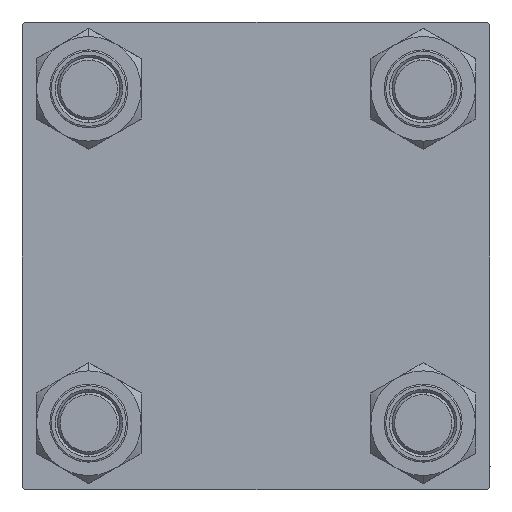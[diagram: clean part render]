
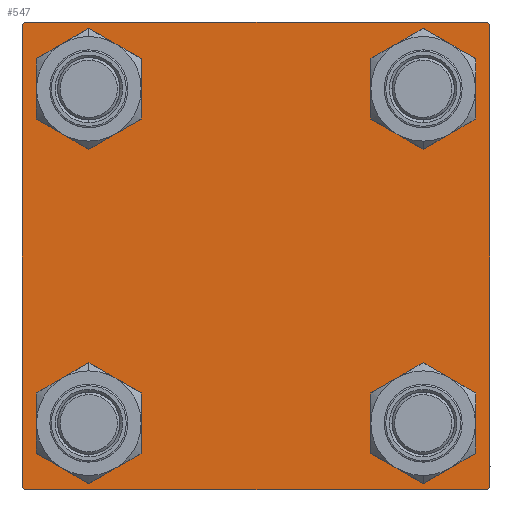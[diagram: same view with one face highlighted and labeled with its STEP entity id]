
A CAD part, left-side view. The second image highlights one B-rep face of the part: STEP entity #547.
In plain terms, the highlighted planar face has unit normal (-1, 0, 0).
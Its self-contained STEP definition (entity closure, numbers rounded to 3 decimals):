
#547 = ADVANCED_FACE ( 'NONE', ( #21522, #49197, #5502, #6014, #25846 ), #14386, .T. ) ;
#681 = CIRCLE ( 'NONE', #17720, 6.5 ) ;
#763 = CARTESIAN_POINT ( 'NONE',  ( 0., 44.75, -44.75 ) ) ;
#1150 = EDGE_CURVE ( 'NONE', #9272, #46383, #1527, .T. ) ;
#1381 = EDGE_CURVE ( 'NONE', #46383, #9272, #16937, .T. ) ;
#1527 = CIRCLE ( 'NONE', #41284, 6.5 ) ;
#1549 = DIRECTION ( 'NONE',  ( 0., 0., -1. ) ) ;
#1577 = CARTESIAN_POINT ( 'NONE',  ( 0., 45., -44.5 ) ) ;
#1882 = EDGE_LOOP ( 'NONE', ( #39671, #22929 ) ) ;
#2326 = AXIS2_PLACEMENT_3D ( 'NONE', #37022, #5767, #48698 ) ;
#2556 = ORIENTED_EDGE ( 'NONE', *, *, #12404, .T. ) ;
#2819 = CARTESIAN_POINT ( 'NONE',  ( 0., -32.15, 32.15 ) ) ;
#3064 = VECTOR ( 'NONE', #1549, 1000. ) ;
#3270 = ORIENTED_EDGE ( 'NONE', *, *, #35024, .T. ) ;
#3639 = CARTESIAN_POINT ( 'NONE',  ( 0., -45., -44.5 ) ) ;
#3715 = CARTESIAN_POINT ( 'NONE',  ( 0., -32.15, -38.65 ) ) ;
#5085 = DIRECTION ( 'NONE',  ( 1., 0., 0. ) ) ;
#5161 = VERTEX_POINT ( 'NONE', #35476 ) ;
#5502 = FACE_BOUND ( 'NONE', #48356, .T. ) ;
#5767 = DIRECTION ( 'NONE',  ( 1., 0., 0. ) ) ;
#5977 = VECTOR ( 'NONE', #37504, 1000. ) ;
#6014 = FACE_BOUND ( 'NONE', #15313, .T. ) ;
#6257 = DIRECTION ( 'NONE',  ( -1., 0., 0. ) ) ;
#6547 = ORIENTED_EDGE ( 'NONE', *, *, #36813, .T. ) ;
#8135 = LINE ( 'NONE', #763, #45374 ) ;
#8283 = VECTOR ( 'NONE', #41773, 1000. ) ;
#8333 = AXIS2_PLACEMENT_3D ( 'NONE', #15056, #21922, #37409 ) ;
#8882 = CARTESIAN_POINT ( 'NONE',  ( 0., 32.15, -32.15 ) ) ;
#9268 = LINE ( 'NONE', #35470, #16507 ) ;
#9272 = VERTEX_POINT ( 'NONE', #46238 ) ;
#9547 = CARTESIAN_POINT ( 'NONE',  ( 0., -45., 44.5 ) ) ;
#9941 = AXIS2_PLACEMENT_3D ( 'NONE', #39408, #42740, #35110 ) ;
#10106 = DIRECTION ( 'NONE',  ( 0., -0.707, 0.707 ) ) ;
#10770 = VECTOR ( 'NONE', #11368, 1000. ) ;
#10824 = CARTESIAN_POINT ( 'NONE',  ( 0., 32.15, -32.15 ) ) ;
#10901 = CARTESIAN_POINT ( 'NONE',  ( 0., 45., 44.5 ) ) ;
#11289 = ORIENTED_EDGE ( 'NONE', *, *, #11579, .T. ) ;
#11331 = DIRECTION ( 'NONE',  ( 0., -1., 0. ) ) ;
#11368 = DIRECTION ( 'NONE',  ( 0., 0., -1. ) ) ;
#11579 = EDGE_CURVE ( 'NONE', #24976, #5161, #44866, .T. ) ;
#11661 = CARTESIAN_POINT ( 'NONE',  ( 0., 32.15, 32.15 ) ) ;
#12102 = LINE ( 'NONE', #43120, #10770 ) ;
#12186 = ORIENTED_EDGE ( 'NONE', *, *, #16463, .T. ) ;
#12404 = EDGE_CURVE ( 'NONE', #42290, #34151, #9268, .T. ) ;
#12452 = DIRECTION ( 'NONE',  ( 0., 0., 1. ) ) ;
#13062 = DIRECTION ( 'NONE',  ( 1., 0., 0. ) ) ;
#13715 = VERTEX_POINT ( 'NONE', #24750 ) ;
#13983 = DIRECTION ( 'NONE',  ( 1., 0., 0. ) ) ;
#14374 = EDGE_CURVE ( 'NONE', #36392, #38286, #12102, .T. ) ;
#14381 = DIRECTION ( 'NONE',  ( 0., 0., 1. ) ) ;
#14386 = PLANE ( 'NONE',  #27504 ) ;
#14541 = VERTEX_POINT ( 'NONE', #41550 ) ;
#15056 = CARTESIAN_POINT ( 'NONE',  ( 0., -32.15, 32.15 ) ) ;
#15154 = LINE ( 'NONE', #18452, #39808 ) ;
#15313 = EDGE_LOOP ( 'NONE', ( #28445, #37622 ) ) ;
#15537 = DIRECTION ( 'NONE',  ( 0., -0.707, -0.707 ) ) ;
#15845 = DIRECTION ( 'NONE',  ( 1., 0., 0. ) ) ;
#16021 = CARTESIAN_POINT ( 'NONE',  ( 0., 32.15, -25.65 ) ) ;
#16463 = EDGE_CURVE ( 'NONE', #36392, #13715, #17933, .T. ) ;
#16507 = VECTOR ( 'NONE', #20971, 1000. ) ;
#16558 = LINE ( 'NONE', #36353, #3064 ) ;
#16646 = CARTESIAN_POINT ( 'NONE',  ( 0., -32.15, -32.15 ) ) ;
#16927 = VECTOR ( 'NONE', #10106, 1000. ) ;
#16937 = CIRCLE ( 'NONE', #2326, 6.5 ) ;
#17276 = ORIENTED_EDGE ( 'NONE', *, *, #14374, .F. ) ;
#17720 = AXIS2_PLACEMENT_3D ( 'NONE', #8882, #5085, #12452 ) ;
#17926 = EDGE_CURVE ( 'NONE', #18247, #20054, #22292, .T. ) ;
#17933 = LINE ( 'NONE', #33949, #5977 ) ;
#18247 = VERTEX_POINT ( 'NONE', #16021 ) ;
#18452 = CARTESIAN_POINT ( 'NONE',  ( 0., 45., 45. ) ) ;
#18548 = ORIENTED_EDGE ( 'NONE', *, *, #36160, .T. ) ;
#19045 = DIRECTION ( 'NONE',  ( 0., 0., 1. ) ) ;
#20054 = VERTEX_POINT ( 'NONE', #28281 ) ;
#20076 = VERTEX_POINT ( 'NONE', #1577 ) ;
#20971 = DIRECTION ( 'NONE',  ( 0., 0.707, -0.707 ) ) ;
#21522 = FACE_BOUND ( 'NONE', #35350, .T. ) ;
#21922 = DIRECTION ( 'NONE',  ( 1., 0., 0. ) ) ;
#22292 = CIRCLE ( 'NONE', #25549, 6.5 ) ;
#22616 = EDGE_CURVE ( 'NONE', #25465, #36298, #32082, .T. ) ;
#22929 = ORIENTED_EDGE ( 'NONE', *, *, #22616, .T. ) ;
#23632 = ORIENTED_EDGE ( 'NONE', *, *, #40704, .F. ) ;
#23743 = VERTEX_POINT ( 'NONE', #47087 ) ;
#24291 = DIRECTION ( 'NONE',  ( 0., 0., 1. ) ) ;
#24750 = CARTESIAN_POINT ( 'NONE',  ( 0., -44.5, 45. ) ) ;
#24976 = VERTEX_POINT ( 'NONE', #47845 ) ;
#25465 = VERTEX_POINT ( 'NONE', #3715 ) ;
#25549 = AXIS2_PLACEMENT_3D ( 'NONE', #10824, #15845, #14381 ) ;
#25846 = FACE_OUTER_BOUND ( 'NONE', #41646, .T. ) ;
#26157 = ORIENTED_EDGE ( 'NONE', *, *, #28946, .T. ) ;
#26293 = LINE ( 'NONE', #34147, #8283 ) ;
#26851 = CIRCLE ( 'NONE', #42245, 6.5 ) ;
#27504 = AXIS2_PLACEMENT_3D ( 'NONE', #48187, #6257, #40321 ) ;
#28281 = CARTESIAN_POINT ( 'NONE',  ( 0., 32.15, -38.65 ) ) ;
#28445 = ORIENTED_EDGE ( 'NONE', *, *, #1150, .T. ) ;
#28784 = ORIENTED_EDGE ( 'NONE', *, *, #44314, .T. ) ;
#28946 = EDGE_CURVE ( 'NONE', #34151, #20076, #16558, .T. ) ;
#29749 = CARTESIAN_POINT ( 'NONE',  ( 0., 32.15, 25.65 ) ) ;
#30752 = DIRECTION ( 'NONE',  ( 1., 0., 0. ) ) ;
#31703 = CARTESIAN_POINT ( 'NONE',  ( 0., -32.15, -25.65 ) ) ;
#32082 = CIRCLE ( 'NONE', #46698, 6.5 ) ;
#33501 = ORIENTED_EDGE ( 'NONE', *, *, #39225, .T. ) ;
#33818 = DIRECTION ( 'NONE',  ( 0., 0., 1. ) ) ;
#33949 = CARTESIAN_POINT ( 'NONE',  ( 0., -44.75, 44.75 ) ) ;
#34147 = CARTESIAN_POINT ( 'NONE',  ( 0., 45., -45. ) ) ;
#34151 = VERTEX_POINT ( 'NONE', #10901 ) ;
#34267 = LINE ( 'NONE', #34529, #16927 ) ;
#34529 = CARTESIAN_POINT ( 'NONE',  ( 0., -44.75, -44.75 ) ) ;
#35024 = EDGE_CURVE ( 'NONE', #20054, #18247, #681, .T. ) ;
#35110 = DIRECTION ( 'NONE',  ( 0., 0., 1. ) ) ;
#35350 = EDGE_LOOP ( 'NONE', ( #33501, #11289 ) ) ;
#35470 = CARTESIAN_POINT ( 'NONE',  ( 0., 44.75, 44.75 ) ) ;
#35476 = CARTESIAN_POINT ( 'NONE',  ( 0., -32.15, 38.65 ) ) ;
#36160 = EDGE_CURVE ( 'NONE', #23743, #38286, #34267, .T. ) ;
#36298 = VERTEX_POINT ( 'NONE', #31703 ) ;
#36353 = CARTESIAN_POINT ( 'NONE',  ( 0., 45., 45. ) ) ;
#36392 = VERTEX_POINT ( 'NONE', #9547 ) ;
#36813 = EDGE_CURVE ( 'NONE', #20076, #14541, #8135, .T. ) ;
#37022 = CARTESIAN_POINT ( 'NONE',  ( 0., 32.15, 32.15 ) ) ;
#37409 = DIRECTION ( 'NONE',  ( 0., 0., 1. ) ) ;
#37504 = DIRECTION ( 'NONE',  ( 0., 0.707, 0.707 ) ) ;
#37622 = ORIENTED_EDGE ( 'NONE', *, *, #1381, .T. ) ;
#38286 = VERTEX_POINT ( 'NONE', #3639 ) ;
#39225 = EDGE_CURVE ( 'NONE', #5161, #24976, #26851, .T. ) ;
#39408 = CARTESIAN_POINT ( 'NONE',  ( 0., -32.15, -32.15 ) ) ;
#39671 = ORIENTED_EDGE ( 'NONE', *, *, #49127, .T. ) ;
#39808 = VECTOR ( 'NONE', #11331, 1000. ) ;
#40094 = ORIENTED_EDGE ( 'NONE', *, *, #17926, .T. ) ;
#40321 = DIRECTION ( 'NONE',  ( 0., 0., 1. ) ) ;
#40704 = EDGE_CURVE ( 'NONE', #42290, #13715, #15154, .T. ) ;
#41284 = AXIS2_PLACEMENT_3D ( 'NONE', #11661, #30752, #19045 ) ;
#41550 = CARTESIAN_POINT ( 'NONE',  ( 0., 44.5, -45. ) ) ;
#41646 = EDGE_LOOP ( 'NONE', ( #26157, #6547, #28784, #18548, #17276, #12186, #23632, #2556 ) ) ;
#41773 = DIRECTION ( 'NONE',  ( 0., -1., 0. ) ) ;
#42245 = AXIS2_PLACEMENT_3D ( 'NONE', #2819, #13983, #33818 ) ;
#42290 = VERTEX_POINT ( 'NONE', #43674 ) ;
#42740 = DIRECTION ( 'NONE',  ( 1., 0., 0. ) ) ;
#43120 = CARTESIAN_POINT ( 'NONE',  ( 0., -45., 45. ) ) ;
#43674 = CARTESIAN_POINT ( 'NONE',  ( 0., 44.5, 45. ) ) ;
#44314 = EDGE_CURVE ( 'NONE', #14541, #23743, #26293, .T. ) ;
#44844 = CIRCLE ( 'NONE', #9941, 6.5 ) ;
#44866 = CIRCLE ( 'NONE', #8333, 6.5 ) ;
#45374 = VECTOR ( 'NONE', #15537, 1000. ) ;
#46238 = CARTESIAN_POINT ( 'NONE',  ( 0., 32.15, 38.65 ) ) ;
#46383 = VERTEX_POINT ( 'NONE', #29749 ) ;
#46698 = AXIS2_PLACEMENT_3D ( 'NONE', #16646, #13062, #24291 ) ;
#47087 = CARTESIAN_POINT ( 'NONE',  ( 0., -44.5, -45. ) ) ;
#47845 = CARTESIAN_POINT ( 'NONE',  ( 0., -32.15, 25.65 ) ) ;
#48187 = CARTESIAN_POINT ( 'NONE',  ( 0., 0., 0. ) ) ;
#48356 = EDGE_LOOP ( 'NONE', ( #40094, #3270 ) ) ;
#48698 = DIRECTION ( 'NONE',  ( 0., 0., 1. ) ) ;
#49127 = EDGE_CURVE ( 'NONE', #36298, #25465, #44844, .T. ) ;
#49197 = FACE_BOUND ( 'NONE', #1882, .T. ) ;
